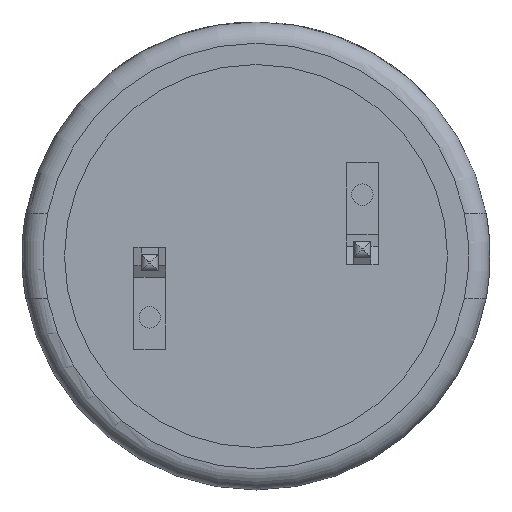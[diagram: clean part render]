
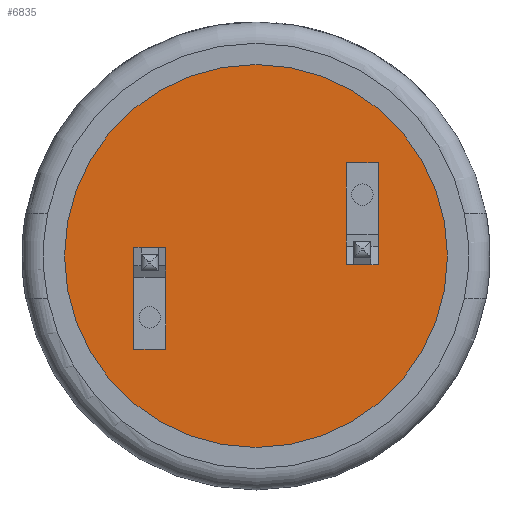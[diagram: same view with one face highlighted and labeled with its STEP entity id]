
A CAD part, front view. The second image highlights one B-rep face of the part: STEP entity #6835.
In plain terms, the highlighted planar face has unit normal (0, -1, 0).
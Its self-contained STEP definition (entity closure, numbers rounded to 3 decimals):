
#208=CIRCLE('',#7253,10.);
#209=CIRCLE('',#7254,10.);
#360=FACE_BOUND('',#1304,.T.);
#361=FACE_BOUND('',#1305,.T.);
#521=PLANE('',#7256);
#898=FACE_OUTER_BOUND('',#1303,.T.);
#1303=EDGE_LOOP('',(#6238,#6239));
#1304=EDGE_LOOP('',(#6240,#6241,#6242,#6243));
#1305=EDGE_LOOP('',(#6244,#6245,#6246,#6247));
#1748=LINE('',#15909,#2254);
#1751=LINE('',#15914,#2257);
#1756=LINE('',#15929,#2262);
#1758=LINE('',#15932,#2264);
#1787=LINE('',#16011,#2293);
#1790=LINE('',#16016,#2296);
#1795=LINE('',#16029,#2301);
#1797=LINE('',#16032,#2303);
#2254=VECTOR('',#8322,10.);
#2257=VECTOR('',#8327,10.);
#2262=VECTOR('',#8342,10.);
#2264=VECTOR('',#8346,10.);
#2293=VECTOR('',#8421,10.);
#2296=VECTOR('',#8426,10.);
#2301=VECTOR('',#8439,10.);
#2303=VECTOR('',#8443,10.);
#3243=VERTEX_POINT('',#15906);
#3244=VERTEX_POINT('',#15908);
#3245=VERTEX_POINT('',#15912);
#3250=VERTEX_POINT('',#15928);
#3276=VERTEX_POINT('',#16008);
#3277=VERTEX_POINT('',#16010);
#3278=VERTEX_POINT('',#16014);
#3282=VERTEX_POINT('',#16028);
#3316=VERTEX_POINT('',#16149);
#3317=VERTEX_POINT('',#16151);
#4197=EDGE_CURVE('',#3244,#3243,#1748,.T.);
#4200=EDGE_CURVE('',#3245,#3244,#1751,.T.);
#4207=EDGE_CURVE('',#3243,#3250,#1756,.T.);
#4209=EDGE_CURVE('',#3250,#3245,#1758,.T.);
#4247=EDGE_CURVE('',#3277,#3276,#1787,.T.);
#4250=EDGE_CURVE('',#3278,#3277,#1790,.T.);
#4256=EDGE_CURVE('',#3276,#3282,#1795,.T.);
#4258=EDGE_CURVE('',#3282,#3278,#1797,.T.);
#4309=EDGE_CURVE('',#3317,#3316,#208,.T.);
#4310=EDGE_CURVE('',#3316,#3317,#209,.T.);
#6238=ORIENTED_EDGE('',*,*,#4309,.T.);
#6239=ORIENTED_EDGE('',*,*,#4310,.T.);
#6240=ORIENTED_EDGE('',*,*,#4197,.T.);
#6241=ORIENTED_EDGE('',*,*,#4207,.T.);
#6242=ORIENTED_EDGE('',*,*,#4209,.T.);
#6243=ORIENTED_EDGE('',*,*,#4200,.T.);
#6244=ORIENTED_EDGE('',*,*,#4247,.T.);
#6245=ORIENTED_EDGE('',*,*,#4256,.T.);
#6246=ORIENTED_EDGE('',*,*,#4258,.T.);
#6247=ORIENTED_EDGE('',*,*,#4250,.T.);
#6835=ADVANCED_FACE('',(#898,#360,#361),#521,.T.);
#7253=AXIS2_PLACEMENT_3D('',#16152,#8544,#8545);
#7254=AXIS2_PLACEMENT_3D('',#16153,#8546,#8547);
#7256=AXIS2_PLACEMENT_3D('',#16155,#8550,#8551);
#8322=DIRECTION('',(0.,0.,1.));
#8327=DIRECTION('',(-1.,0.,0.));
#8342=DIRECTION('',(1.,0.,0.));
#8346=DIRECTION('',(0.,0.,-1.));
#8421=DIRECTION('',(0.,0.,-1.));
#8426=DIRECTION('',(1.,0.,0.));
#8439=DIRECTION('',(-1.,0.,0.));
#8443=DIRECTION('',(0.,0.,1.));
#8544=DIRECTION('center_axis',(0.,-1.,0.));
#8545=DIRECTION('ref_axis',(1.,0.,0.));
#8546=DIRECTION('center_axis',(0.,-1.,0.));
#8547=DIRECTION('ref_axis',(1.,0.,0.));
#8550=DIRECTION('center_axis',(0.,-1.,0.));
#8551=DIRECTION('ref_axis',(0.,0.,-1.));
#15906=CARTESIAN_POINT('',(4.25,1.,4.387));
#15908=CARTESIAN_POINT('',(4.25,1.,0.4));
#15909=CARTESIAN_POINT('',(4.25,1.,2.193));
#15912=CARTESIAN_POINT('',(5.75,1.,0.4));
#15914=CARTESIAN_POINT('',(2.875,1.,0.4));
#15928=CARTESIAN_POINT('',(5.75,1.,4.387));
#15929=CARTESIAN_POINT('',(2.875,1.,4.387));
#15932=CARTESIAN_POINT('',(5.75,1.,0.693));
#16008=CARTESIAN_POINT('',(-4.25,1.,-4.387));
#16010=CARTESIAN_POINT('',(-4.25,1.,-0.4));
#16011=CARTESIAN_POINT('',(-4.25,1.,-2.193));
#16014=CARTESIAN_POINT('',(-5.75,1.,-0.4));
#16016=CARTESIAN_POINT('',(-2.875,1.,-0.4));
#16028=CARTESIAN_POINT('',(-5.75,1.,-4.387));
#16029=CARTESIAN_POINT('',(-2.875,1.,-4.387));
#16032=CARTESIAN_POINT('',(-5.75,1.,-0.693));
#16149=CARTESIAN_POINT('',(-10.,1.,0.));
#16151=CARTESIAN_POINT('',(10.,1.,0.));
#16152=CARTESIAN_POINT('Origin',(0.,1.,0.));
#16153=CARTESIAN_POINT('Origin',(0.,1.,0.));
#16155=CARTESIAN_POINT('Origin',(0.,1.,0.));
